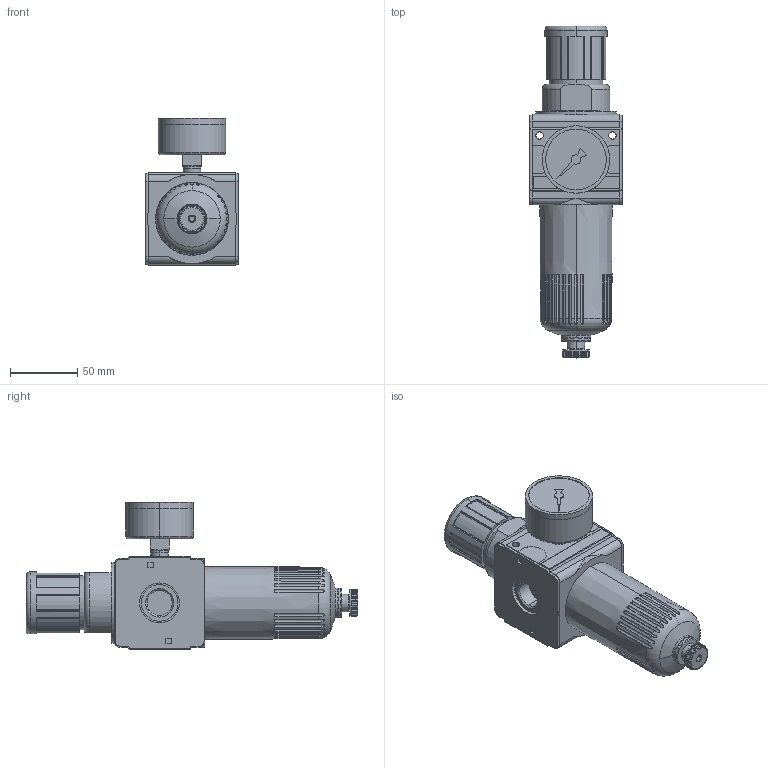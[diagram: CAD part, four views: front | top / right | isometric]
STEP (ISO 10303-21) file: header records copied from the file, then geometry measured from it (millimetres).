
FILE_DESCRIPTION (( 'STEP AP214' ), '1' );
FILE_NAME ('KN-C33_10_G.STEP', '2021-03-22T15:49:40', ( '' ), ( '' ), 'SwSTEP 2.0', 'SolidWorks 2021', '' );
FILE_SCHEMA (( 'AUTOMOTIVE_DESIGN' ));
Length unit declared in the file: millimetre
Products named in the file (1): KN-C33_10_G
Bounding box: 68.8 x 246 x 109.1 mm (x, y, z)
Volume: 676531.4 mm3; surface area: 73749.5 mm2
Topology: 3 solids, 3 shells, 529 faces, 1431 edges, 942 vertices
Faces by surface type: plane 246, cylinder 242, cone 24, torus 15, sphere 2
Entity records: 27276 total; most frequent: CARTESIAN_POINT 7945, ORIENTED_EDGE 2862, DIRECTION 2844, EDGE_CURVE 1431, AXIS2_PLACEMENT_3D 1098, VERTEX_POINT 942, LINE 648, VECTOR 648
